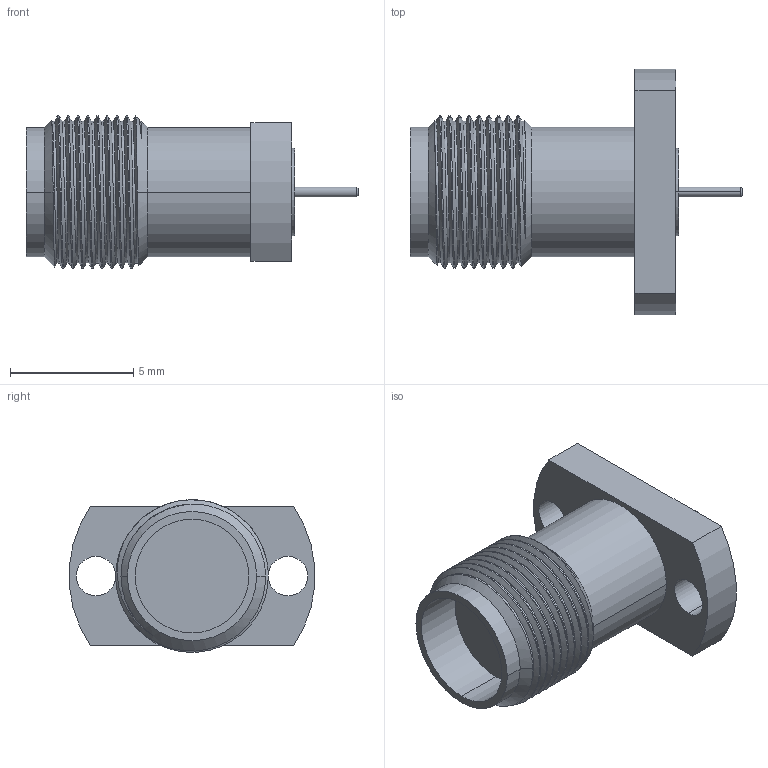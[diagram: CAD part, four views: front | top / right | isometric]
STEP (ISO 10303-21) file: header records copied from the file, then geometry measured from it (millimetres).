
FILE_DESCRIPTION (( 'STEP AP214' ), '1' );
FILE_NAME ('FMCN45924_3D.step', '2023-08-18T22:53:23', ( '' ), ( '' ), 'SwSTEP 2.0', 'SolidWorks 2022', '' );
FILE_SCHEMA (( 'AUTOMOTIVE_DESIGN' ));
Length unit declared in the file: millimetre
Products named in the file (1): FMCN45924_3D
Bounding box: 13.49 x 9.96 x 6.19 mm (x, y, z)
Volume: 271.3 mm3; surface area: 403.6 mm2
Topology: 1 solids, 1 shells, 79 faces, 185 edges, 121 vertices
Faces by surface type: cylinder 52, plane 17, cone 7, bspline 3
Entity records: 3699 total; most frequent: CARTESIAN_POINT 1921, ORIENTED_EDGE 370, DIRECTION 358, EDGE_CURVE 185, AXIS2_PLACEMENT_3D 147, VERTEX_POINT 121, EDGE_LOOP 96, FACE_OUTER_BOUND 79
